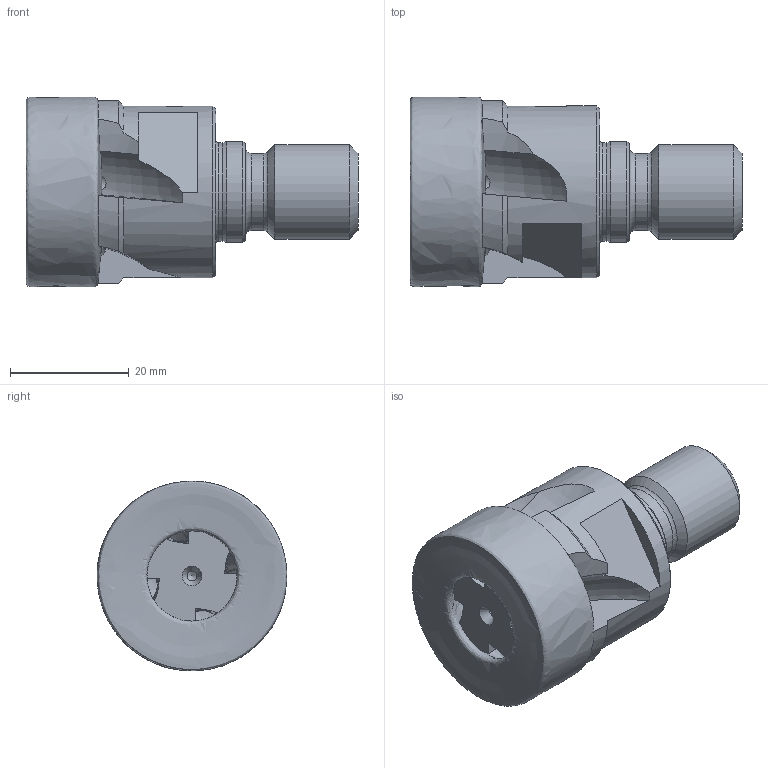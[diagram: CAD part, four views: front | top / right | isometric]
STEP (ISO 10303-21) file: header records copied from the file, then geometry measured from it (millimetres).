
FILE_DESCRIPTION (( 'STEP AP214' ), '1' );
FILE_NAME ('ESF-32-M16-77-4.STEP', '2013-08-27T09:57:21', ( '' ), ( '' ), 'SwSTEP 2.0', 'SolidWorks 2013', '' );
FILE_SCHEMA (( 'AUTOMOTIVE_DESIGN' ));
Length unit declared in the file: millimetre
Products named in the file (1): ESF-32-M16-77-4
Bounding box: 55.99 x 32.02 x 32.01 mm (x, y, z)
Volume: 22570.4 mm3; surface area: 8188.2 mm2
Topology: 1 solids, 1 shells, 115 faces, 347 edges, 225 vertices
Faces by surface type: plane 54, cylinder 39, cone 13, torus 8, bspline 1
Full cylindrical faces by diameter (mm): 1.6 x1, 3 x4, 4 x1, 13 x1, 16 x1, 16.6 x1, 17 x1, 29 x1
Entity records: 5224 total; most frequent: CARTESIAN_POINT 2469, ORIENTED_EDGE 624, DIRECTION 474, EDGE_CURVE 312, VERTEX_POINT 215, AXIS2_PLACEMENT_3D 189, EDGE_LOOP 145, FACE_OUTER_BOUND 129
